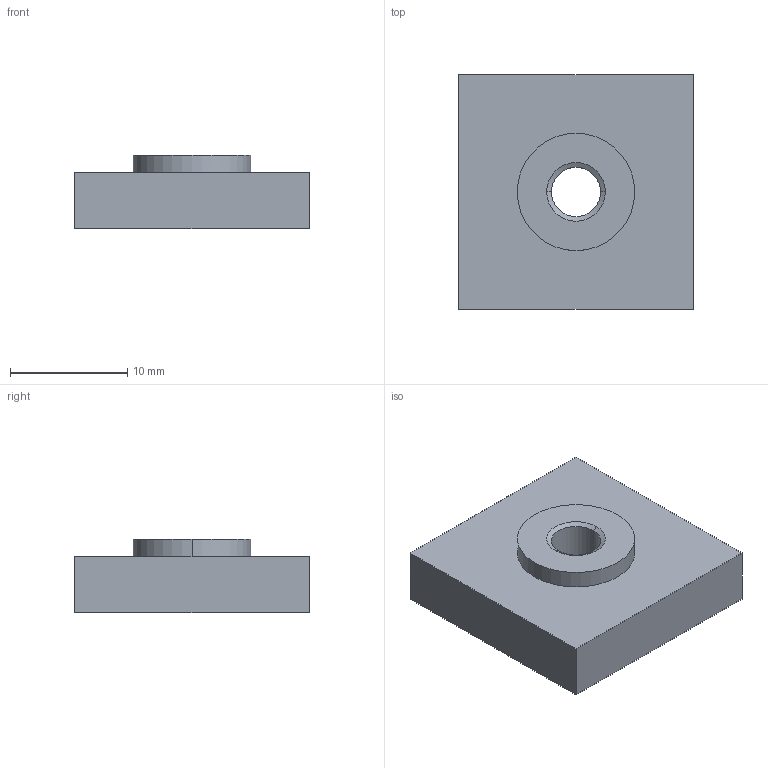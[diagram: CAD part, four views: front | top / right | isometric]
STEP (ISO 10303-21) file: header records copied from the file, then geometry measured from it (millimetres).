
FILE_DESCRIPTION(('Creo Elements/Direct Modeling STEP Export'),'2;1');
FILE_NAME('44.0055_Vierkantnutenstein-MMS-44_M5.stp','2022-03-21T 8:56:35',(''),(''),'PTC Creo Elements/Direct Modeling STEP processor for AP214 (Solid Model)','PTC Creo Elements/Direct Modeling 19.0C 15-Aug-2015 (C) Parametric Technology GmbH','');
FILE_SCHEMA(('AUTOMOTIVE_DESIGN { 1 0 10303 214 1 1 1 1 }'));
Length unit declared in the file: millimetre
Products named in the file (2): Vierkantnutenstein-MMS-44_M5_44.0055_PX172981
Assembly tree (1 placements, depth 2):
  Vierkantnutenstein-MMS-44_M5_44.0055_PX172981
    Vierkantnutenstein-MMS-44_M5_44.0055_PX172981
Bounding box: 20 x 20 x 6.3 mm (x, y, z)
Volume: 1949.2 mm3; surface area: 1282.2 mm2
Topology: 1 solids, 1 shells, 15 faces, 32 edges, 20 vertices
Faces by surface type: plane 7, cylinder 4, cone 4
Entity records: 441 total; most frequent: DIRECTION 66, ORIENTED_EDGE 64, CARTESIAN_POINT 63, EDGE_CURVE 32, AXIS2_PLACEMENT_3D 23, VERTEX_POINT 20, VECTOR 20, LINE 20
